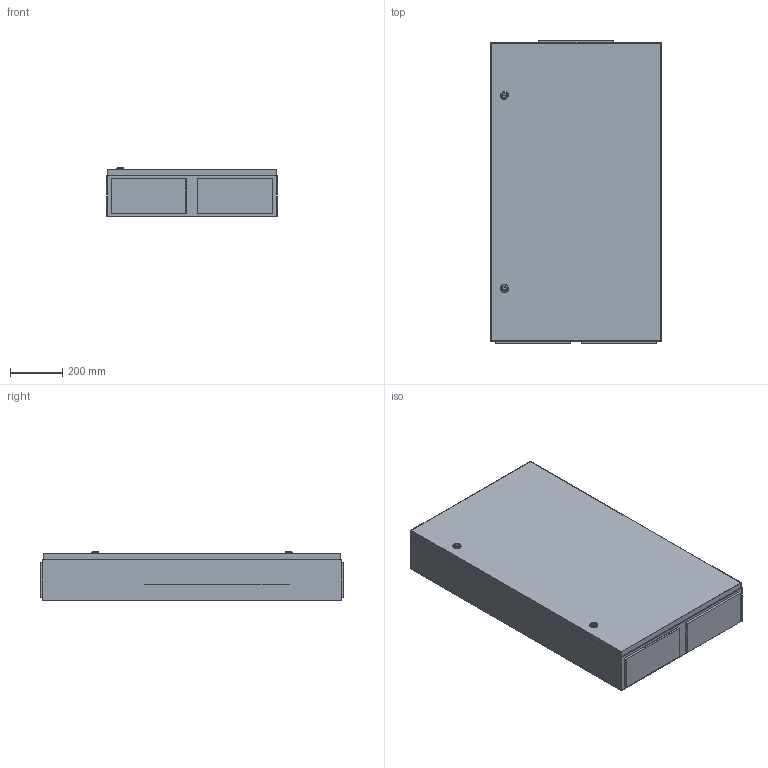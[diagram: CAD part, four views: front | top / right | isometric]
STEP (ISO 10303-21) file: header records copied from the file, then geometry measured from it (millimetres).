
FILE_DESCRIPTION (( 'STEP AP214' ), '1' );
FILE_NAME ('Êîðïóñ ÏÐ 2-0.STEP', '2016-08-29T08:56:46', ( '' ), ( '' ), 'SwSTEP 2.0', 'SolidWorks 2014', '' );
FILE_SCHEMA (( 'AUTOMOTIVE_DESIGN' ));
Length unit declared in the file: millimetre
Products named in the file (1): 扻豵鵨 玿 2-0
Bounding box: 650 x 1158 x 186 mm (x, y, z)
Volume: 4395547.8 mm3; surface area: 6249717.8 mm2
Topology: 9 solids, 11 shells, 725 faces, 1866 edges, 1212 vertices
Faces by surface type: plane 455, cylinder 222, cone 28, bspline 16, torus 4
Entity records: 22526 total; most frequent: CARTESIAN_POINT 4316, ORIENTED_EDGE 3732, DIRECTION 3646, EDGE_CURVE 1866, VECTOR 1282, LINE 1282, VERTEX_POINT 1212, AXIS2_PLACEMENT_3D 1182
